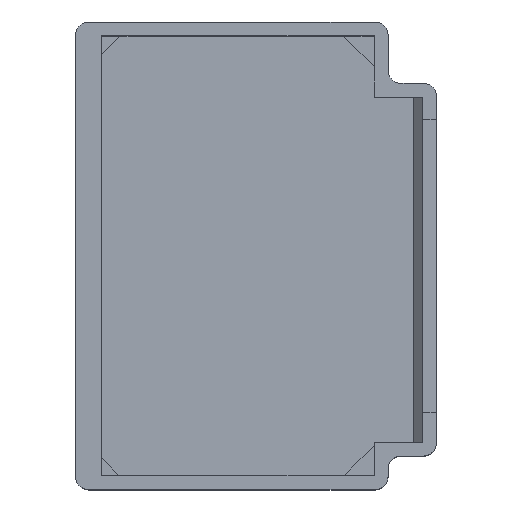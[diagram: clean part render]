
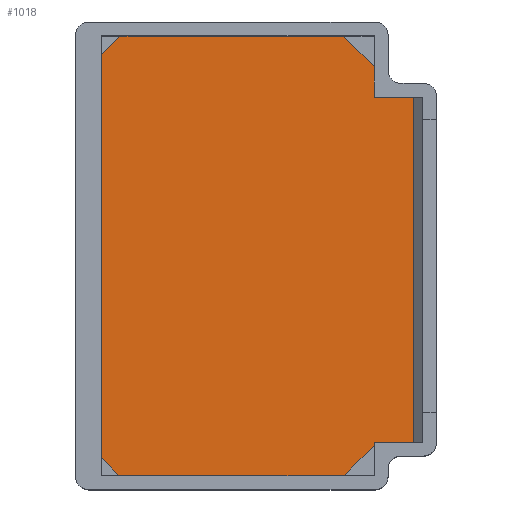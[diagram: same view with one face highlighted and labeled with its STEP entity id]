
A CAD part, top view. The second image highlights one B-rep face of the part: STEP entity #1018.
In plain terms, the highlighted planar face has unit normal (0, 0, 1).
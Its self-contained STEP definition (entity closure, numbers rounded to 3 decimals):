
#70=FACE_OUTER_BOUND('',#124,.T.);
#124=EDGE_LOOP('',(#778,#779,#780,#781,#782,#783,#784,#785,#786,#787,#788,
#789));
#227=LINE('',#1561,#354);
#228=LINE('',#1564,#355);
#231=LINE('',#1569,#358);
#232=LINE('',#1571,#359);
#233=LINE('',#1573,#360);
#234=LINE('',#1575,#361);
#235=LINE('',#1577,#362);
#236=LINE('',#1579,#363);
#237=LINE('',#1581,#364);
#238=LINE('',#1583,#365);
#239=LINE('',#1585,#366);
#240=LINE('',#1586,#367);
#354=VECTOR('',#1258,10.);
#355=VECTOR('',#1261,10.);
#358=VECTOR('',#1266,10.);
#359=VECTOR('',#1267,10.);
#360=VECTOR('',#1268,10.);
#361=VECTOR('',#1269,10.);
#362=VECTOR('',#1270,10.);
#363=VECTOR('',#1271,10.);
#364=VECTOR('',#1272,10.);
#365=VECTOR('',#1273,10.);
#366=VECTOR('',#1274,10.);
#367=VECTOR('',#1275,10.);
#478=VERTEX_POINT('',#1555);
#480=VERTEX_POINT('',#1559);
#481=VERTEX_POINT('',#1563);
#482=VERTEX_POINT('',#1568);
#483=VERTEX_POINT('',#1570);
#484=VERTEX_POINT('',#1572);
#485=VERTEX_POINT('',#1574);
#486=VERTEX_POINT('',#1576);
#487=VERTEX_POINT('',#1578);
#488=VERTEX_POINT('',#1580);
#489=VERTEX_POINT('',#1582);
#490=VERTEX_POINT('',#1584);
#595=EDGE_CURVE('',#480,#478,#227,.T.);
#596=EDGE_CURVE('',#478,#481,#228,.T.);
#599=EDGE_CURVE('',#482,#480,#231,.T.);
#600=EDGE_CURVE('',#483,#482,#232,.T.);
#601=EDGE_CURVE('',#483,#484,#233,.T.);
#602=EDGE_CURVE('',#485,#484,#234,.T.);
#603=EDGE_CURVE('',#485,#486,#235,.T.);
#604=EDGE_CURVE('',#487,#486,#236,.T.);
#605=EDGE_CURVE('',#487,#488,#237,.T.);
#606=EDGE_CURVE('',#489,#488,#238,.T.);
#607=EDGE_CURVE('',#489,#490,#239,.T.);
#608=EDGE_CURVE('',#481,#490,#240,.T.);
#778=ORIENTED_EDGE('',*,*,#595,.F.);
#779=ORIENTED_EDGE('',*,*,#599,.F.);
#780=ORIENTED_EDGE('',*,*,#600,.F.);
#781=ORIENTED_EDGE('',*,*,#601,.T.);
#782=ORIENTED_EDGE('',*,*,#602,.F.);
#783=ORIENTED_EDGE('',*,*,#603,.T.);
#784=ORIENTED_EDGE('',*,*,#604,.F.);
#785=ORIENTED_EDGE('',*,*,#605,.T.);
#786=ORIENTED_EDGE('',*,*,#606,.F.);
#787=ORIENTED_EDGE('',*,*,#607,.T.);
#788=ORIENTED_EDGE('',*,*,#608,.F.);
#789=ORIENTED_EDGE('',*,*,#596,.F.);
#972=PLANE('',#1086);
#1018=ADVANCED_FACE('',(#70),#972,.T.);
#1086=AXIS2_PLACEMENT_3D('',#1567,#1264,#1265);
#1258=DIRECTION('',(0.,-1.,0.));
#1261=DIRECTION('',(-1.,0.,0.));
#1264=DIRECTION('center_axis',(0.,0.,1.));
#1265=DIRECTION('ref_axis',(1.,0.,0.));
#1266=DIRECTION('',(1.,0.,0.));
#1267=DIRECTION('',(0.,-1.,0.));
#1268=DIRECTION('',(-0.707,0.707,0.));
#1269=DIRECTION('',(1.,0.,0.));
#1270=DIRECTION('',(-0.707,-0.707,0.));
#1271=DIRECTION('',(0.,1.,0.));
#1272=DIRECTION('',(0.707,-0.707,0.));
#1273=DIRECTION('',(-1.,0.,0.));
#1274=DIRECTION('',(0.707,0.707,0.));
#1275=DIRECTION('',(0.,-1.,0.));
#1555=CARTESIAN_POINT('',(21.1,2.9,1.));
#1559=CARTESIAN_POINT('',(21.1,42.9,1.));
#1561=CARTESIAN_POINT('',(21.1,33.7,1.));
#1563=CARTESIAN_POINT('',(16.5,2.9,1.));
#1564=CARTESIAN_POINT('',(12.45,2.9,1.));
#1567=CARTESIAN_POINT('Origin',(2.8,24.5,1.));
#1568=CARTESIAN_POINT('',(16.5,42.9,1.));
#1569=CARTESIAN_POINT('',(9.65,42.9,1.));
#1570=CARTESIAN_POINT('',(16.5,46.464,1.));
#1571=CARTESIAN_POINT('',(16.5,37.25,1.));
#1572=CARTESIAN_POINT('',(12.964,50.,1.));
#1573=CARTESIAN_POINT('',(16.798,46.166,1.));
#1574=CARTESIAN_POINT('',(-12.964,50.,1.));
#1575=CARTESIAN_POINT('',(-6.85,50.,1.));
#1576=CARTESIAN_POINT('',(-16.5,46.464,1.));
#1577=CARTESIAN_POINT('',(-17.166,45.798,1.));
#1578=CARTESIAN_POINT('',(-16.5,2.536,1.));
#1579=CARTESIAN_POINT('',(-16.5,11.75,1.));
#1580=CARTESIAN_POINT('',(-12.964,-1.,1.));
#1581=CARTESIAN_POINT('',(-15.398,1.434,1.));
#1582=CARTESIAN_POINT('',(12.964,-1.,1.));
#1583=CARTESIAN_POINT('',(9.65,-1.,1.));
#1584=CARTESIAN_POINT('',(16.5,2.536,1.));
#1585=CARTESIAN_POINT('',(18.566,4.602,1.));
#1586=CARTESIAN_POINT('',(16.5,13.7,1.));
